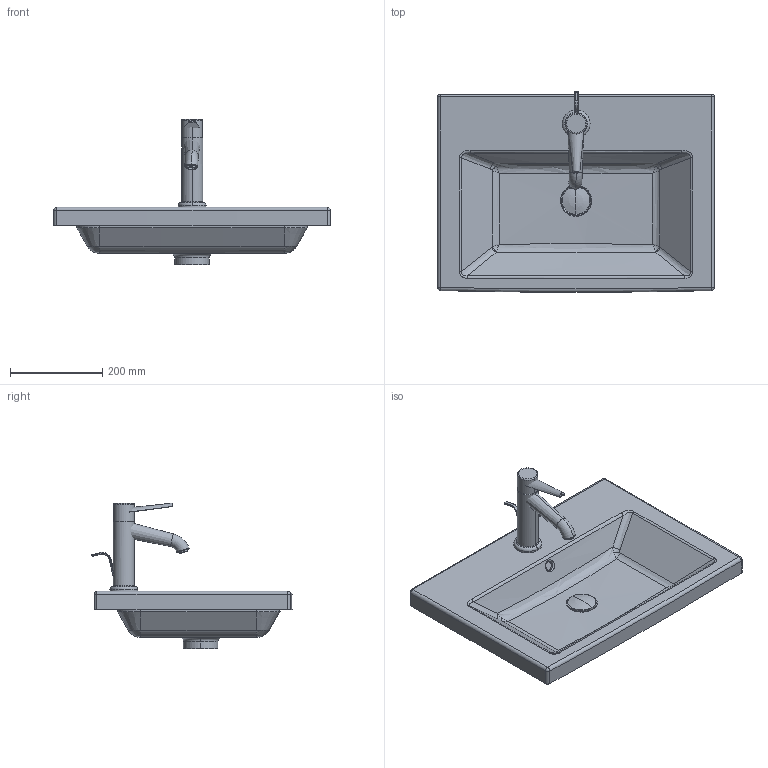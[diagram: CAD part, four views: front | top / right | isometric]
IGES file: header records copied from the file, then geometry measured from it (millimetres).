
Global section: file name: No Iges File Name specified; native system: Autodesk Inventor 2009; preprocessor: AutoDesk Inventor Iges Exporter R2009; author: Andreas; date: 20100324.105031; units: millimetre
Bounding box: 600 x 434.23 x 316.17 mm (x, y, z)
Volume: 11733028.7 mm3; surface area: 815835 mm2
Topology: 8 solids, 8 shells, 229 faces, 532 edges, 315 vertices
Faces by surface type: cylinder 59, plane 57, bspline 50, revolution 29, torus 21, cone 9, sphere 4
